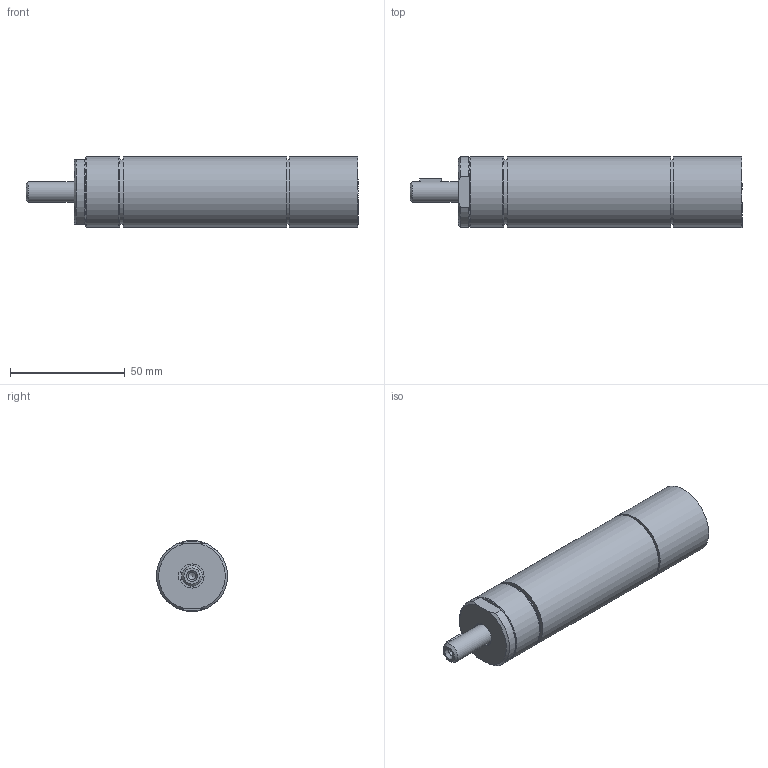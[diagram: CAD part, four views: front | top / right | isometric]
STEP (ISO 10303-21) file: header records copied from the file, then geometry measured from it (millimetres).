
FILE_DESCRIPTION(/* description */ ('MRD 12-280'),/* implementation_level */ '2;1');
FILE_NAME(/* name */ 'MRD 12-280_60032987.stp',/* time_stamp */ '2024-03-14T08:23:41+01:00',/* author */ ('DSteinicke'),/* organization */ (''),/* preprocessor_version */ 'ST-DEVELOPER v20',/* originating_system */ 'Autodesk Inventor 2024',/* authorisation */ '');
FILE_SCHEMA (('AUTOMOTIVE_DESIGN { 1 0 10303 214 3 1 1 }'));
Length unit declared in the file: millimetre
Products named in the file (1): 60032987
Bounding box: 144.9 x 31 x 31 mm (x, y, z)
Volume: 93063.7 mm3; surface area: 16498.3 mm2
Topology: 1 solids, 3 shells, 145 faces, 351 edges, 226 vertices
Faces by surface type: plane 97, cylinder 23, cone 18, bspline 7
Full cylindrical faces by diameter (mm): 3.242 x1, 4 x1, 8.566 x2, 9 x1, 10.5 x1, 27.99 x4, 28 x3, 29.3 x1, 31 x3
Entity records: 4456 total; most frequent: CARTESIAN_POINT 884, ORIENTED_EDGE 698, DIRECTION 669, EDGE_CURVE 349, LINE 235, VECTOR 235, VERTEX_POINT 226, AXIS2_PLACEMENT_3D 217
